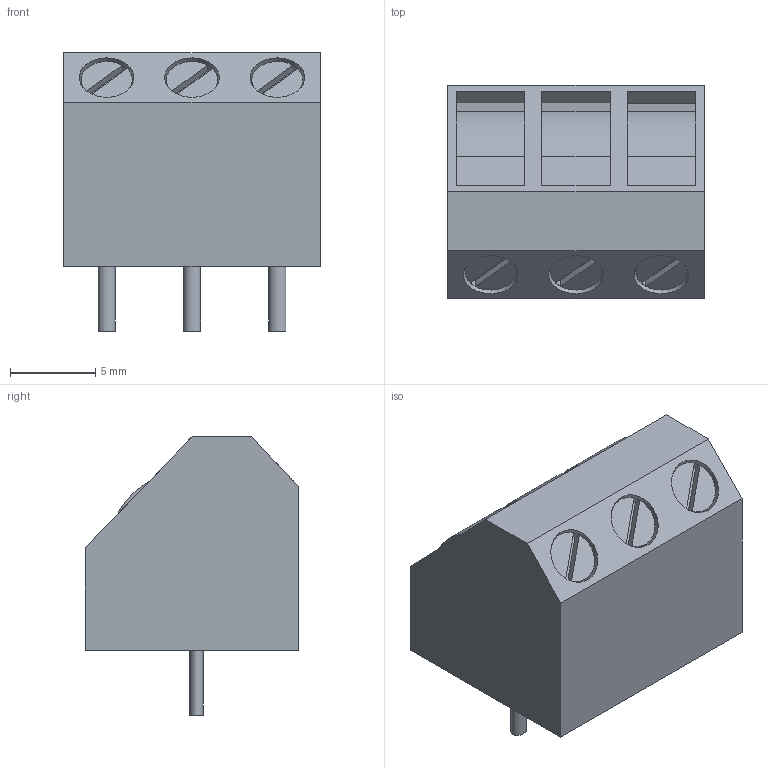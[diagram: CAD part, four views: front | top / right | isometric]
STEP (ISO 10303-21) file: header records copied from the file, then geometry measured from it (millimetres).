
FILE_DESCRIPTION(('STEP AP214'), '1');
FILE_NAME('栖闉罻', '2015-07-13T19:13:32', ('UNSPECIFIED'), ('UNSPECIFIED'), 'ASCON STEP Converter 1.3', 'ASCON Math Kernel', '');
FILE_SCHEMA(('AUTOMOTIVE_DESIGN { 1 0 10303 214 3 1 1}'));
Length unit declared in the file: millimetre
Assembly tree (1 placements, depth 2):
  (unnamed)
    (unnamed)
Bounding box: 15 x 12.5 x 16.3 mm (x, y, z)
Volume: 1626.4 mm3; surface area: 1514.4 mm2
Topology: 1 solids, 1 shells, 101 faces, 219 edges, 126 vertices
Faces by surface type: plane 86, cylinder 12, bspline 3
Full cylindrical faces by diameter (mm): 3 x3, 3.2 x3
Entity records: 3575 total; most frequent: CARTESIAN_POINT 514, DIRECTION 452, ORIENTED_EDGE 420, EDGE_CURVE 210, LINE 156, VECTOR 156, AXIS2_PLACEMENT_3D 148, VERTEX_POINT 126
